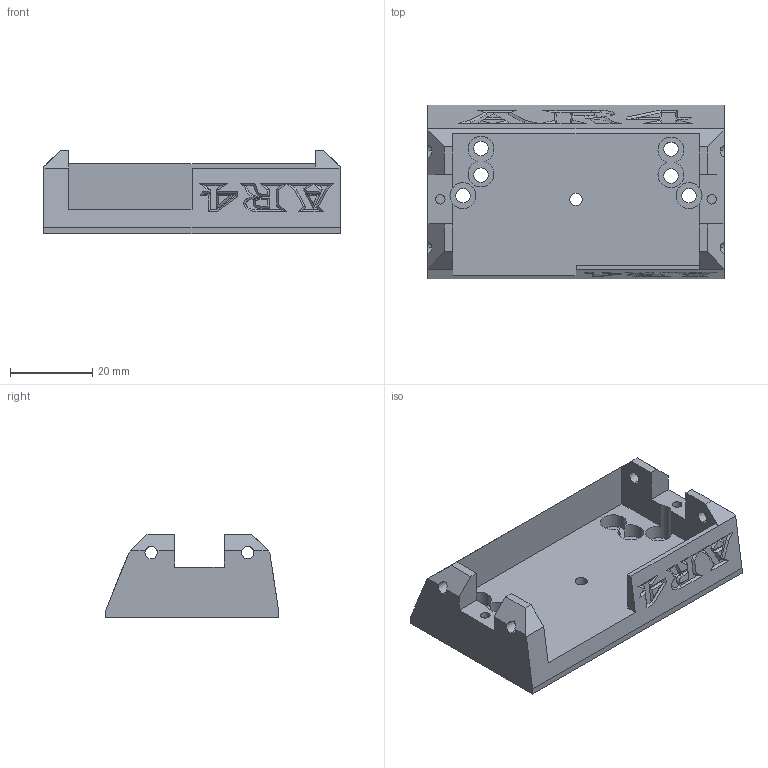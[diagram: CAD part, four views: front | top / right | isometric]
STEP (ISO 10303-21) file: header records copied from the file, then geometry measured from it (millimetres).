
FILE_DESCRIPTION (( 'STEP AP214' ), '1' );
FILE_NAME ('SG1_support_plate.STEP', '2022-08-12T18:19:46', ( '' ), ( '' ), 'SwSTEP 2.0', 'SolidWorks 2021', '' );
FILE_SCHEMA (( 'AUTOMOTIVE_DESIGN' ));
Length unit declared in the file: millimetre
Products named in the file (1): SG1_support_plate
Bounding box: 72 x 42.2 x 20.35 mm (x, y, z)
Volume: 23628.8 mm3; surface area: 11604.4 mm2
Topology: 1 solids, 1 shells, 203 faces, 572 edges, 381 vertices
Faces by surface type: plane 147, cylinder 42, bspline 14
Entity records: 8689 total; most frequent: CARTESIAN_POINT 3430, ORIENTED_EDGE 1144, DIRECTION 981, EDGE_CURVE 572, VECTOR 425, LINE 425, VERTEX_POINT 381, AXIS2_PLACEMENT_3D 278
